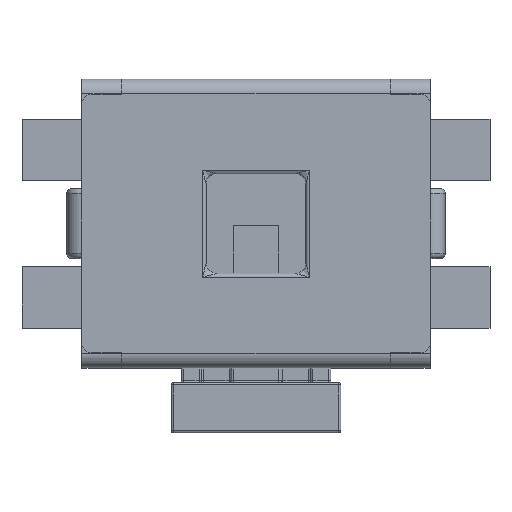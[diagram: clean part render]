
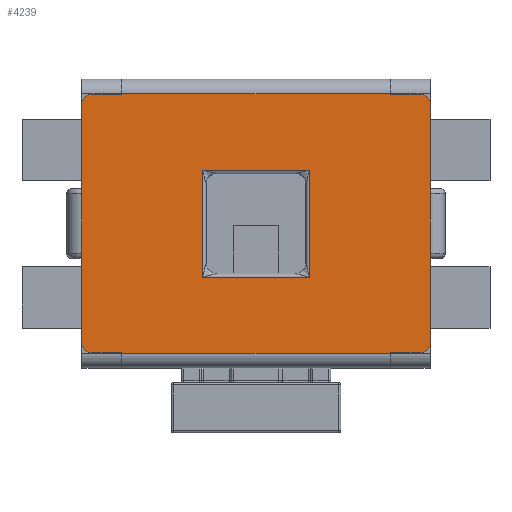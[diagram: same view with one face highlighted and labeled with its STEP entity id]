
A CAD part, top view. The second image highlights one B-rep face of the part: STEP entity #4239.
In plain terms, the highlighted planar face has unit normal (0, 0, 1).
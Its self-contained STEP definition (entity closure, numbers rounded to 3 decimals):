
#1923 = VERTEX_POINT('',#1924);
#1924 = CARTESIAN_POINT('',(-1.75,1.2,1.35));
#1930 = EDGE_CURVE('',#1923,#1931,#1933,.T.);
#1931 = VERTEX_POINT('',#1932);
#1932 = CARTESIAN_POINT('',(-1.75,0.3,1.35));
#1933 = LINE('',#1934,#1935);
#1934 = CARTESIAN_POINT('',(-1.75,1.3,1.35));
#1935 = VECTOR('',#1936,1.);
#1936 = DIRECTION('',(0.,-1.,0.));
#2070 = VERTEX_POINT('',#2071);
#2071 = CARTESIAN_POINT('',(-1.75,-0.3,1.35));
#2078 = EDGE_CURVE('',#2070,#2079,#2081,.T.);
#2079 = VERTEX_POINT('',#2080);
#2080 = CARTESIAN_POINT('',(-1.75,-1.2,1.35));
#2081 = LINE('',#2082,#2083);
#2082 = CARTESIAN_POINT('',(-1.75,1.3,1.35));
#2083 = VECTOR('',#2084,1.);
#2084 = DIRECTION('',(0.,-1.,0.));
#2933 = VERTEX_POINT('',#2934);
#2934 = CARTESIAN_POINT('',(1.75,-1.2,1.35));
#2940 = EDGE_CURVE('',#2933,#2941,#2943,.T.);
#2941 = VERTEX_POINT('',#2942);
#2942 = CARTESIAN_POINT('',(1.75,-0.3,1.35));
#2943 = LINE('',#2944,#2945);
#2944 = CARTESIAN_POINT('',(1.75,-1.3,1.35));
#2945 = VECTOR('',#2946,1.);
#2946 = DIRECTION('',(0.,1.,0.));
#3080 = VERTEX_POINT('',#3081);
#3081 = CARTESIAN_POINT('',(1.75,0.3,1.35));
#3088 = EDGE_CURVE('',#3080,#3089,#3091,.T.);
#3089 = VERTEX_POINT('',#3090);
#3090 = CARTESIAN_POINT('',(1.75,1.2,1.35));
#3091 = LINE('',#3092,#3093);
#3092 = CARTESIAN_POINT('',(1.75,-1.3,1.35));
#3093 = VECTOR('',#3094,1.);
#3094 = DIRECTION('',(0.,1.,0.));
#3574 = VERTEX_POINT('',#3575);
#3575 = CARTESIAN_POINT('',(-1.35,-1.3,1.35));
#3581 = EDGE_CURVE('',#3574,#3582,#3584,.T.);
#3582 = VERTEX_POINT('',#3583);
#3583 = CARTESIAN_POINT('',(-1.35,-1.302,1.35));
#3584 = LINE('',#3585,#3586);
#3585 = CARTESIAN_POINT('',(-1.35,-1.3,1.35));
#3586 = VECTOR('',#3587,1.);
#3587 = DIRECTION('',(0.,-1.,0.));
#3608 = VERTEX_POINT('',#3609);
#3609 = CARTESIAN_POINT('',(1.35,-1.302,1.35));
#3616 = EDGE_CURVE('',#3608,#3582,#3617,.T.);
#3617 = LINE('',#3618,#3619);
#3618 = CARTESIAN_POINT('',(1.35,-1.302,1.35));
#3619 = VECTOR('',#3620,1.);
#3620 = DIRECTION('',(-1.,0.,0.));
#3632 = EDGE_CURVE('',#3633,#3608,#3635,.T.);
#3633 = VERTEX_POINT('',#3634);
#3634 = CARTESIAN_POINT('',(1.35,-1.3,1.35));
#3635 = LINE('',#3636,#3637);
#3636 = CARTESIAN_POINT('',(1.35,-1.3,1.35));
#3637 = VECTOR('',#3638,1.);
#3638 = DIRECTION('',(0.,-1.,0.));
#4143 = VERTEX_POINT('',#4144);
#4144 = CARTESIAN_POINT('',(-1.35,1.3,1.35));
#4150 = EDGE_CURVE('',#4143,#4151,#4153,.T.);
#4151 = VERTEX_POINT('',#4152);
#4152 = CARTESIAN_POINT('',(-1.35,1.302,1.35));
#4153 = LINE('',#4154,#4155);
#4154 = CARTESIAN_POINT('',(-1.35,1.3,1.35));
#4155 = VECTOR('',#4156,1.);
#4156 = DIRECTION('',(0.,1.,-0.));
#4178 = EDGE_CURVE('',#4143,#4179,#4181,.T.);
#4179 = VERTEX_POINT('',#4180);
#4180 = CARTESIAN_POINT('',(-1.65,1.3,1.35));
#4181 = LINE('',#4182,#4183);
#4182 = CARTESIAN_POINT('',(1.75,1.3,1.35));
#4183 = VECTOR('',#4184,1.);
#4184 = DIRECTION('',(-1.,0.,0.));
#4202 = EDGE_CURVE('',#1923,#4179,#4203,.T.);
#4203 = CIRCLE('',#4204,0.1);
#4204 = AXIS2_PLACEMENT_3D('',#4205,#4206,#4207);
#4205 = CARTESIAN_POINT('',(-1.65,1.2,1.35));
#4206 = DIRECTION('',(0.,0.,-1.));
#4207 = DIRECTION('',(-1.,0.,0.));
#4219 = VERTEX_POINT('',#4220);
#4220 = CARTESIAN_POINT('',(-1.752,0.3,1.35));
#4227 = EDGE_CURVE('',#4219,#1931,#4228,.T.);
#4228 = LINE('',#4229,#4230);
#4229 = CARTESIAN_POINT('',(-1.752,0.3,1.35));
#4230 = VECTOR('',#4231,1.);
#4231 = DIRECTION('',(1.,0.,0.));
#4239 = ADVANCED_FACE('',(#4240,#4350),#4384,.T.);
#4240 = FACE_BOUND('',#4241,.T.);
#4241 = EDGE_LOOP('',(#4242,#4243,#4244,#4252,#4258,#4259,#4268,#4274,
#4275,#4276,#4277,#4285,#4292,#4293,#4301,#4309,#4315,#4316,#4325,
#4333,#4341,#4347,#4348,#4349));
#4242 = ORIENTED_EDGE('',*,*,#1930,.T.);
#4243 = ORIENTED_EDGE('',*,*,#4227,.F.);
#4244 = ORIENTED_EDGE('',*,*,#4245,.T.);
#4245 = EDGE_CURVE('',#4219,#4246,#4248,.T.);
#4246 = VERTEX_POINT('',#4247);
#4247 = CARTESIAN_POINT('',(-1.752,-0.3,1.35));
#4248 = LINE('',#4249,#4250);
#4249 = CARTESIAN_POINT('',(-1.752,0.35,1.35));
#4250 = VECTOR('',#4251,1.);
#4251 = DIRECTION('',(0.,-1.,0.));
#4252 = ORIENTED_EDGE('',*,*,#4253,.T.);
#4253 = EDGE_CURVE('',#4246,#2070,#4254,.T.);
#4254 = LINE('',#4255,#4256);
#4255 = CARTESIAN_POINT('',(-1.752,-0.3,1.35));
#4256 = VECTOR('',#4257,1.);
#4257 = DIRECTION('',(1.,0.,0.));
#4258 = ORIENTED_EDGE('',*,*,#2078,.T.);
#4259 = ORIENTED_EDGE('',*,*,#4260,.T.);
#4260 = EDGE_CURVE('',#2079,#4261,#4263,.T.);
#4261 = VERTEX_POINT('',#4262);
#4262 = CARTESIAN_POINT('',(-1.65,-1.3,1.35));
#4263 = CIRCLE('',#4264,0.1);
#4264 = AXIS2_PLACEMENT_3D('',#4265,#4266,#4267);
#4265 = CARTESIAN_POINT('',(-1.65,-1.2,1.35));
#4266 = DIRECTION('',(0.,0.,1.));
#4267 = DIRECTION('',(-1.,0.,0.));
#4268 = ORIENTED_EDGE('',*,*,#4269,.T.);
#4269 = EDGE_CURVE('',#4261,#3574,#4270,.T.);
#4270 = LINE('',#4271,#4272);
#4271 = CARTESIAN_POINT('',(-1.75,-1.3,1.35));
#4272 = VECTOR('',#4273,1.);
#4273 = DIRECTION('',(1.,0.,0.));
#4274 = ORIENTED_EDGE('',*,*,#3581,.T.);
#4275 = ORIENTED_EDGE('',*,*,#3616,.F.);
#4276 = ORIENTED_EDGE('',*,*,#3632,.F.);
#4277 = ORIENTED_EDGE('',*,*,#4278,.T.);
#4278 = EDGE_CURVE('',#3633,#4279,#4281,.T.);
#4279 = VERTEX_POINT('',#4280);
#4280 = CARTESIAN_POINT('',(1.65,-1.3,1.35));
#4281 = LINE('',#4282,#4283);
#4282 = CARTESIAN_POINT('',(-1.75,-1.3,1.35));
#4283 = VECTOR('',#4284,1.);
#4284 = DIRECTION('',(1.,0.,0.));
#4285 = ORIENTED_EDGE('',*,*,#4286,.T.);
#4286 = EDGE_CURVE('',#4279,#2933,#4287,.T.);
#4287 = CIRCLE('',#4288,0.1);
#4288 = AXIS2_PLACEMENT_3D('',#4289,#4290,#4291);
#4289 = CARTESIAN_POINT('',(1.65,-1.2,1.35));
#4290 = DIRECTION('',(0.,0.,1.));
#4291 = DIRECTION('',(-1.,0.,0.));
#4292 = ORIENTED_EDGE('',*,*,#2940,.T.);
#4293 = ORIENTED_EDGE('',*,*,#4294,.F.);
#4294 = EDGE_CURVE('',#4295,#2941,#4297,.T.);
#4295 = VERTEX_POINT('',#4296);
#4296 = CARTESIAN_POINT('',(1.752,-0.3,1.35));
#4297 = LINE('',#4298,#4299);
#4298 = CARTESIAN_POINT('',(1.752,-0.3,1.35));
#4299 = VECTOR('',#4300,1.);
#4300 = DIRECTION('',(-1.,0.,0.));
#4301 = ORIENTED_EDGE('',*,*,#4302,.F.);
#4302 = EDGE_CURVE('',#4303,#4295,#4305,.T.);
#4303 = VERTEX_POINT('',#4304);
#4304 = CARTESIAN_POINT('',(1.752,0.3,1.35));
#4305 = LINE('',#4306,#4307);
#4306 = CARTESIAN_POINT('',(1.752,0.35,1.35));
#4307 = VECTOR('',#4308,1.);
#4308 = DIRECTION('',(0.,-1.,0.));
#4309 = ORIENTED_EDGE('',*,*,#4310,.T.);
#4310 = EDGE_CURVE('',#4303,#3080,#4311,.T.);
#4311 = LINE('',#4312,#4313);
#4312 = CARTESIAN_POINT('',(1.752,0.3,1.35));
#4313 = VECTOR('',#4314,1.);
#4314 = DIRECTION('',(-1.,0.,0.));
#4315 = ORIENTED_EDGE('',*,*,#3088,.T.);
#4316 = ORIENTED_EDGE('',*,*,#4317,.F.);
#4317 = EDGE_CURVE('',#4318,#3089,#4320,.T.);
#4318 = VERTEX_POINT('',#4319);
#4319 = CARTESIAN_POINT('',(1.65,1.3,1.35));
#4320 = CIRCLE('',#4321,0.1);
#4321 = AXIS2_PLACEMENT_3D('',#4322,#4323,#4324);
#4322 = CARTESIAN_POINT('',(1.65,1.2,1.35));
#4323 = DIRECTION('',(0.,0.,-1.));
#4324 = DIRECTION('',(-1.,0.,0.));
#4325 = ORIENTED_EDGE('',*,*,#4326,.T.);
#4326 = EDGE_CURVE('',#4318,#4327,#4329,.T.);
#4327 = VERTEX_POINT('',#4328);
#4328 = CARTESIAN_POINT('',(1.35,1.3,1.35));
#4329 = LINE('',#4330,#4331);
#4330 = CARTESIAN_POINT('',(1.75,1.3,1.35));
#4331 = VECTOR('',#4332,1.);
#4332 = DIRECTION('',(-1.,0.,0.));
#4333 = ORIENTED_EDGE('',*,*,#4334,.T.);
#4334 = EDGE_CURVE('',#4327,#4335,#4337,.T.);
#4335 = VERTEX_POINT('',#4336);
#4336 = CARTESIAN_POINT('',(1.35,1.302,1.35));
#4337 = LINE('',#4338,#4339);
#4338 = CARTESIAN_POINT('',(1.35,1.3,1.35));
#4339 = VECTOR('',#4340,1.);
#4340 = DIRECTION('',(0.,1.,-0.));
#4341 = ORIENTED_EDGE('',*,*,#4342,.T.);
#4342 = EDGE_CURVE('',#4335,#4151,#4343,.T.);
#4343 = LINE('',#4344,#4345);
#4344 = CARTESIAN_POINT('',(1.35,1.302,1.35));
#4345 = VECTOR('',#4346,1.);
#4346 = DIRECTION('',(-1.,0.,-0.));
#4347 = ORIENTED_EDGE('',*,*,#4150,.F.);
#4348 = ORIENTED_EDGE('',*,*,#4178,.T.);
#4349 = ORIENTED_EDGE('',*,*,#4202,.F.);
#4350 = FACE_BOUND('',#4351,.T.);
#4351 = EDGE_LOOP('',(#4352,#4362,#4370,#4378));
#4352 = ORIENTED_EDGE('',*,*,#4353,.F.);
#4353 = EDGE_CURVE('',#4354,#4356,#4358,.T.);
#4354 = VERTEX_POINT('',#4355);
#4355 = CARTESIAN_POINT('',(0.538,-0.538,1.35));
#4356 = VERTEX_POINT('',#4357);
#4357 = CARTESIAN_POINT('',(0.538,0.538,1.35));
#4358 = LINE('',#4359,#4360);
#4359 = CARTESIAN_POINT('',(0.538,-0.5,1.35));
#4360 = VECTOR('',#4361,1.);
#4361 = DIRECTION('',(0.,1.,0.));
#4362 = ORIENTED_EDGE('',*,*,#4363,.F.);
#4363 = EDGE_CURVE('',#4364,#4354,#4366,.T.);
#4364 = VERTEX_POINT('',#4365);
#4365 = CARTESIAN_POINT('',(-0.538,-0.538,1.35));
#4366 = LINE('',#4367,#4368);
#4367 = CARTESIAN_POINT('',(-0.5,-0.538,1.35));
#4368 = VECTOR('',#4369,1.);
#4369 = DIRECTION('',(1.,0.,0.));
#4370 = ORIENTED_EDGE('',*,*,#4371,.F.);
#4371 = EDGE_CURVE('',#4372,#4364,#4374,.T.);
#4372 = VERTEX_POINT('',#4373);
#4373 = CARTESIAN_POINT('',(-0.538,0.538,1.35));
#4374 = LINE('',#4375,#4376);
#4375 = CARTESIAN_POINT('',(-0.538,0.5,1.35));
#4376 = VECTOR('',#4377,1.);
#4377 = DIRECTION('',(0.,-1.,0.));
#4378 = ORIENTED_EDGE('',*,*,#4379,.F.);
#4379 = EDGE_CURVE('',#4356,#4372,#4380,.T.);
#4380 = LINE('',#4381,#4382);
#4381 = CARTESIAN_POINT('',(0.5,0.538,1.35));
#4382 = VECTOR('',#4383,1.);
#4383 = DIRECTION('',(-1.,0.,0.));
#4384 = PLANE('',#4385);
#4385 = AXIS2_PLACEMENT_3D('',#4386,#4387,#4388);
#4386 = CARTESIAN_POINT('',(0.,0.,1.35
));
#4387 = DIRECTION('',(0.,0.,1.));
#4388 = DIRECTION('',(0.,-1.,0.));
